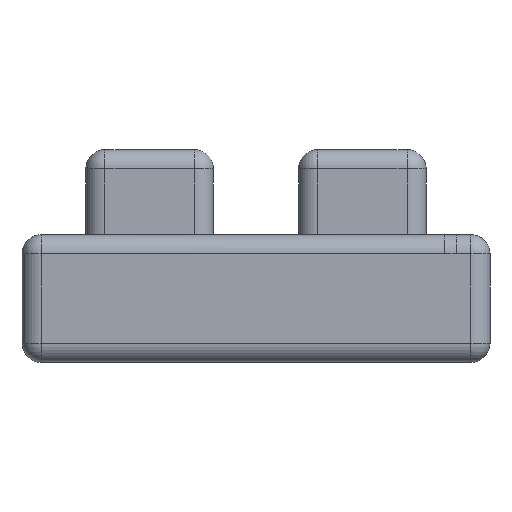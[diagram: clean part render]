
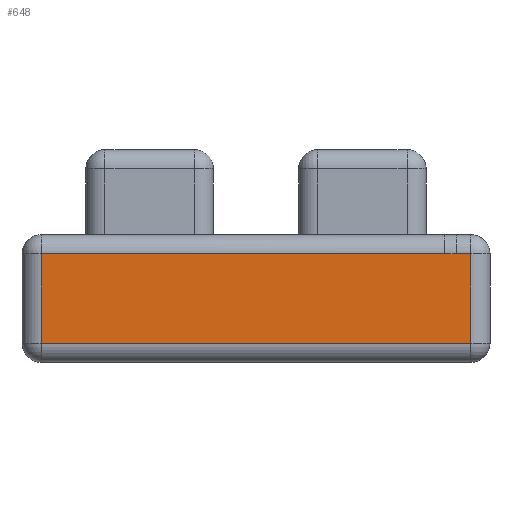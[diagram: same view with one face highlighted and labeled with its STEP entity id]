
A CAD part, left-side view. The second image highlights one B-rep face of the part: STEP entity #648.
In plain terms, the highlighted planar face has unit normal (-1, 0, 0).
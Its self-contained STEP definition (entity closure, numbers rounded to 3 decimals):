
#162 = VERTEX_POINT('',#163);
#163 = CARTESIAN_POINT('',(-0.55,0.505,0.045));
#170 = EDGE_CURVE('',#162,#171,#173,.T.);
#171 = VERTEX_POINT('',#172);
#172 = CARTESIAN_POINT('',(-0.55,0.505,0.255));
#173 = LINE('',#174,#175);
#174 = CARTESIAN_POINT('',(-0.55,0.505,0.));
#175 = VECTOR('',#176,1.);
#176 = DIRECTION('',(0.,0.,1.));
#648 = ADVANCED_FACE('',(#649),#692,.T.);
#649 = FACE_BOUND('',#650,.T.);
#650 = EDGE_LOOP('',(#651,#661,#669,#679,#685,#686));
#651 = ORIENTED_EDGE('',*,*,#652,.T.);
#652 = EDGE_CURVE('',#653,#655,#657,.T.);
#653 = VERTEX_POINT('',#654);
#654 = CARTESIAN_POINT('',(-0.55,-0.505,0.045));
#655 = VERTEX_POINT('',#656);
#656 = CARTESIAN_POINT('',(-0.55,-0.505,0.255));
#657 = LINE('',#658,#659);
#658 = CARTESIAN_POINT('',(-0.55,-0.505,0.));
#659 = VECTOR('',#660,1.);
#660 = DIRECTION('',(0.,0.,1.));
#661 = ORIENTED_EDGE('',*,*,#662,.T.);
#662 = EDGE_CURVE('',#655,#663,#665,.T.);
#663 = VERTEX_POINT('',#664);
#664 = CARTESIAN_POINT('',(-0.55,-0.471,0.255));
#665 = LINE('',#666,#667);
#666 = CARTESIAN_POINT('',(-0.55,-0.55,0.255));
#667 = VECTOR('',#668,1.);
#668 = DIRECTION('',(0.,1.,0.));
#669 = ORIENTED_EDGE('',*,*,#670,.T.);
#670 = EDGE_CURVE('',#663,#671,#673,.T.);
#671 = VERTEX_POINT('',#672);
#672 = CARTESIAN_POINT('',(-0.55,-0.443,0.255));
#673 = B_SPLINE_CURVE_WITH_KNOTS('',4,(#674,#675,#676,#677,#678),
  .UNSPECIFIED.,.F.,.F.,(5,5),(0.079,0.107),.PIECEWISE_BEZIER_KNOTS.);
#674 = CARTESIAN_POINT('',(-0.55,-0.471,0.255));
#675 = CARTESIAN_POINT('',(-0.55,-0.464,0.255));
#676 = CARTESIAN_POINT('',(-0.55,-0.457,0.255));
#677 = CARTESIAN_POINT('',(-0.55,-0.45,0.255));
#678 = CARTESIAN_POINT('',(-0.55,-0.443,0.255));
#679 = ORIENTED_EDGE('',*,*,#680,.T.);
#680 = EDGE_CURVE('',#671,#171,#681,.T.);
#681 = LINE('',#682,#683);
#682 = CARTESIAN_POINT('',(-0.55,-0.55,0.255));
#683 = VECTOR('',#684,1.);
#684 = DIRECTION('',(0.,1.,0.));
#685 = ORIENTED_EDGE('',*,*,#170,.F.);
#686 = ORIENTED_EDGE('',*,*,#687,.F.);
#687 = EDGE_CURVE('',#653,#162,#688,.T.);
#688 = LINE('',#689,#690);
#689 = CARTESIAN_POINT('',(-0.55,-0.55,0.045));
#690 = VECTOR('',#691,1.);
#691 = DIRECTION('',(0.,1.,0.));
#692 = PLANE('',#693);
#693 = AXIS2_PLACEMENT_3D('',#694,#695,#696);
#694 = CARTESIAN_POINT('',(-0.55,-0.55,0.));
#695 = DIRECTION('',(-1.,0.,0.));
#696 = DIRECTION('',(0.,1.,0.));
